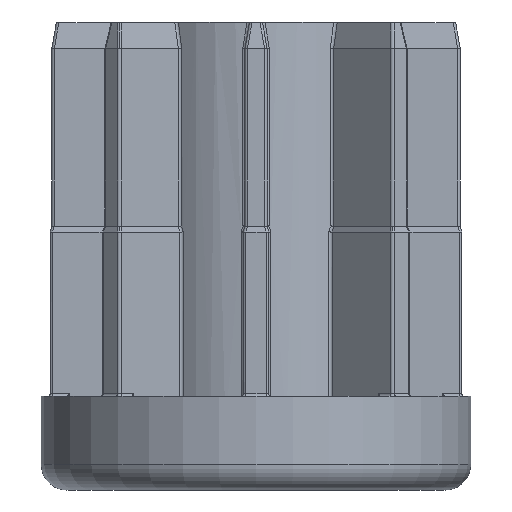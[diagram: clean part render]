
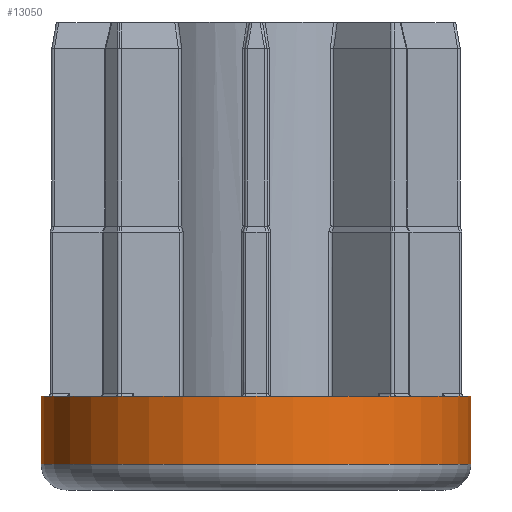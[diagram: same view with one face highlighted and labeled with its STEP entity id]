
A CAD part, front view. The second image highlights one B-rep face of the part: STEP entity #13050.
In plain terms, the highlighted cylindrical face has radius 25.25 mm (diameter 50.5 mm), a partial arc.
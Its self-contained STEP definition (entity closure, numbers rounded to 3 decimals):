
#499 = DIRECTION ( 'NONE',  ( 0., 0., 1. ) ) ;
#2453 = VERTEX_POINT ( 'NONE', #9708 ) ;
#2489 = DIRECTION ( 'NONE',  ( 0., 0., -1. ) ) ;
#2533 = CARTESIAN_POINT ( 'NONE',  ( 0., 0., 11. ) ) ;
#2587 = VERTEX_POINT ( 'NONE', #12972 ) ;
#2679 = DIRECTION ( 'NONE',  ( 0., 0., -1. ) ) ;
#3090 = EDGE_CURVE ( 'NONE', #3581, #5905, #6545, .T. ) ;
#3144 = EDGE_CURVE ( 'NONE', #2453, #2587, #6863, .T. ) ;
#3173 = DIRECTION ( 'NONE',  ( 0., 0., 1. ) ) ;
#3581 = VERTEX_POINT ( 'NONE', #12914 ) ;
#4015 = ORIENTED_EDGE ( 'NONE', *, *, #3090, .F. ) ;
#4168 = ORIENTED_EDGE ( 'NONE', *, *, #13102, .F. ) ;
#4375 = ORIENTED_EDGE ( 'NONE', *, *, #3144, .T. ) ;
#4552 = VECTOR ( 'NONE', #2679, 1000. ) ;
#4557 = ORIENTED_EDGE ( 'NONE', *, *, #6724, .T. ) ;
#5859 = DIRECTION ( 'NONE',  ( -1., 0., 0. ) ) ;
#5905 = VERTEX_POINT ( 'NONE', #7717 ) ;
#6190 = AXIS2_PLACEMENT_3D ( 'NONE', #9299, #3173, #10269 ) ;
#6533 = VECTOR ( 'NONE', #12845, 1000. ) ;
#6545 = LINE ( 'NONE', #8864, #4552 ) ;
#6724 = EDGE_CURVE ( 'NONE', #2587, #5905, #10389, .T. ) ;
#6863 = LINE ( 'NONE', #7030, #6533 ) ;
#6943 = CARTESIAN_POINT ( 'NONE',  ( 0., 0., 11. ) ) ;
#7030 = CARTESIAN_POINT ( 'NONE',  ( -25.25, 0., 11. ) ) ;
#7106 = EDGE_LOOP ( 'NONE', ( #4015, #4168, #4375, #4557 ) ) ;
#7717 = CARTESIAN_POINT ( 'NONE',  ( 25.25, 0., 3. ) ) ;
#7764 = FACE_OUTER_BOUND ( 'NONE', #7106, .T. ) ;
#7913 = DIRECTION ( 'NONE',  ( 1., 0., 0. ) ) ;
#8864 = CARTESIAN_POINT ( 'NONE',  ( 25.25, 0., 11. ) ) ;
#9299 = CARTESIAN_POINT ( 'NONE',  ( 0., 0., 3. ) ) ;
#9708 = CARTESIAN_POINT ( 'NONE',  ( -25.25, 0., 11. ) ) ;
#10017 = CYLINDRICAL_SURFACE ( 'NONE', #10654, 25.25 ) ;
#10269 = DIRECTION ( 'NONE',  ( 1., 0., 0. ) ) ;
#10389 = CIRCLE ( 'NONE', #6190, 25.25 ) ;
#10654 = AXIS2_PLACEMENT_3D ( 'NONE', #2533, #2489, #5859 ) ;
#10732 = AXIS2_PLACEMENT_3D ( 'NONE', #6943, #499, #7913 ) ;
#12285 = CIRCLE ( 'NONE', #10732, 25.25 ) ;
#12845 = DIRECTION ( 'NONE',  ( 0., 0., -1. ) ) ;
#12914 = CARTESIAN_POINT ( 'NONE',  ( 25.25, 0., 11. ) ) ;
#12972 = CARTESIAN_POINT ( 'NONE',  ( -25.25, 0., 3. ) ) ;
#13050 = ADVANCED_FACE ( 'NONE', ( #7764 ), #10017, .T. ) ;
#13102 = EDGE_CURVE ( 'NONE', #2453, #3581, #12285, .T. ) ;
